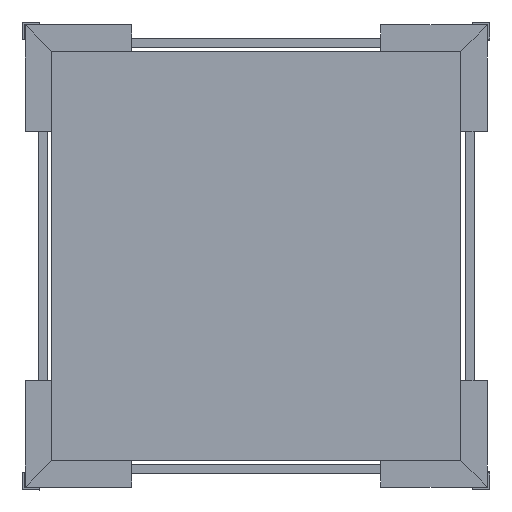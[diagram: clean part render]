
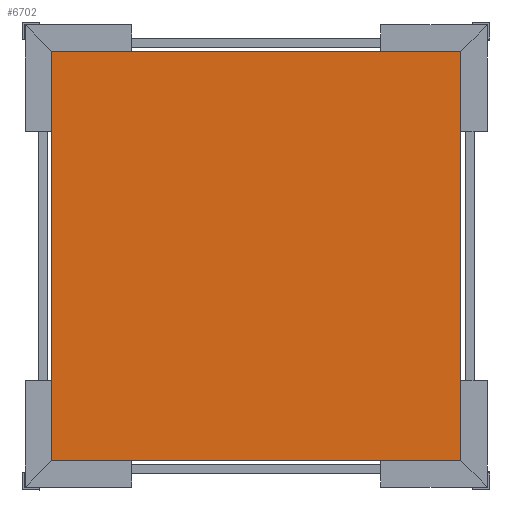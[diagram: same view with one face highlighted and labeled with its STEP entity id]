
A CAD part, front view. The second image highlights one B-rep face of the part: STEP entity #6702.
In plain terms, the highlighted planar face has unit normal (0, -1, 0).
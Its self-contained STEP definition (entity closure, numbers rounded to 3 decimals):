
#1056=FACE_OUTER_BOUND('',#1712,.T.);
#1712=EDGE_LOOP('',(#5619,#5620,#5621,#5622));
#2130=LINE('',#10656,#2716);
#2133=LINE('',#10662,#2719);
#2136=LINE('',#10668,#2722);
#2139=LINE('',#10672,#2725);
#2716=VECTOR('',#8848,10.);
#2719=VECTOR('',#8853,10.);
#2722=VECTOR('',#8858,10.);
#2725=VECTOR('',#8863,10.);
#3411=VERTEX_POINT('',#10653);
#3412=VERTEX_POINT('',#10655);
#3414=VERTEX_POINT('',#10661);
#3416=VERTEX_POINT('',#10667);
#4180=EDGE_CURVE('',#3412,#3411,#2130,.T.);
#4183=EDGE_CURVE('',#3414,#3412,#2133,.T.);
#4186=EDGE_CURVE('',#3416,#3414,#2136,.T.);
#4189=EDGE_CURVE('',#3411,#3416,#2139,.T.);
#5619=ORIENTED_EDGE('',*,*,#4189,.T.);
#5620=ORIENTED_EDGE('',*,*,#4186,.T.);
#5621=ORIENTED_EDGE('',*,*,#4183,.T.);
#5622=ORIENTED_EDGE('',*,*,#4180,.T.);
#6339=PLANE('',#7430);
#6702=ADVANCED_FACE('',(#1056),#6339,.T.);
#7430=AXIS2_PLACEMENT_3D('',#10673,#8864,#8865);
#8848=DIRECTION('',(0.,0.,-1.));
#8853=DIRECTION('',(-1.,0.,0.));
#8858=DIRECTION('',(0.,0.,1.));
#8863=DIRECTION('',(1.,0.,0.));
#8864=DIRECTION('center_axis',(0.,-1.,0.));
#8865=DIRECTION('ref_axis',(0.,0.,-1.));
#10653=CARTESIAN_POINT('',(-292.1,-165.1,-292.1));
#10655=CARTESIAN_POINT('',(-292.1,-165.1,292.1));
#10656=CARTESIAN_POINT('',(-292.1,-165.1,-292.1));
#10661=CARTESIAN_POINT('',(292.1,-165.1,292.1));
#10662=CARTESIAN_POINT('',(-292.1,-165.1,292.1));
#10667=CARTESIAN_POINT('',(292.1,-165.1,-292.1));
#10668=CARTESIAN_POINT('',(292.1,-165.1,292.1));
#10672=CARTESIAN_POINT('',(292.1,-165.1,-292.1));
#10673=CARTESIAN_POINT('Origin',(0.,-165.1,0.));
